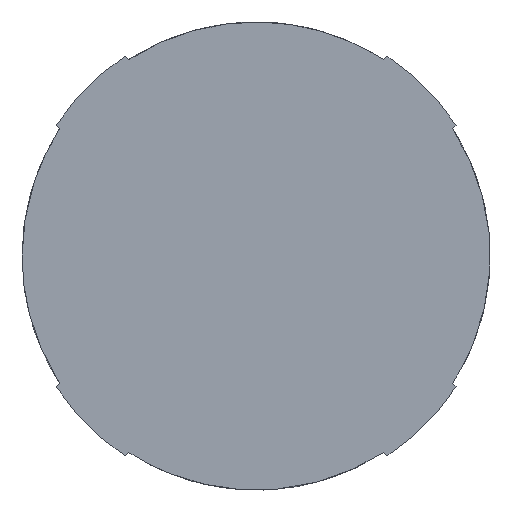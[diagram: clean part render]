
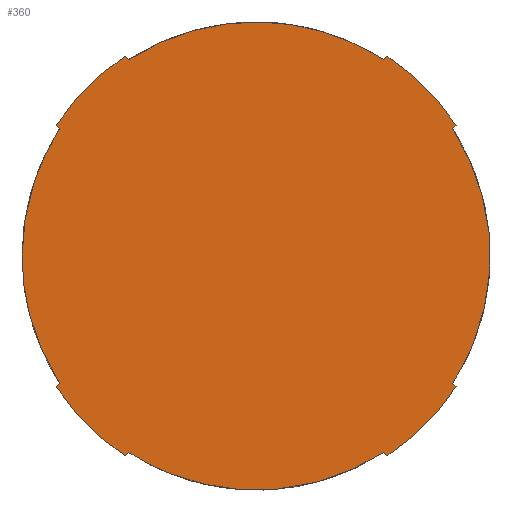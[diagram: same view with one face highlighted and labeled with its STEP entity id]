
A CAD part, top view. The second image highlights one B-rep face of the part: STEP entity #360.
In plain terms, the highlighted free-form (B-spline) face has degree [1, 1] with [2, 2] control points.
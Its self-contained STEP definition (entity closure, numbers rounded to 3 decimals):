
#73=CARTESIAN_POINT('',(16.071,-10.414,1.));
#74=VERTEX_POINT('',#73);
#81=CARTESIAN_POINT('',(16.36,-10.703,1.));
#82=VERTEX_POINT('',#81);
#88=CARTESIAN_POINT('',(16.36,-10.703,1.));
#89=CARTESIAN_POINT('',(16.071,-10.414,1.));
#90=B_SPLINE_CURVE_WITH_KNOTS('',1,(#88,#89),.POLYLINE_FORM.,.F.,.U.,(2,2),(0.333,1.),.UNSPECIFIED.);
#91=EDGE_CURVE('',#82,#74,#90,.T.);
#101=CARTESIAN_POINT('',(10.414,-16.071,1.));
#102=VERTEX_POINT('',#101);
#108=CARTESIAN_POINT('',(10.703,-16.36,1.));
#109=VERTEX_POINT('',#108);
#110=CARTESIAN_POINT('',(10.703,-16.36,1.));
#111=CARTESIAN_POINT('',(10.414,-16.071,1.));
#112=B_SPLINE_CURVE_WITH_KNOTS('',1,(#110,#111),.POLYLINE_FORM.,.F.,.U.,(2,2),(0.333,1.),.UNSPECIFIED.);
#113=EDGE_CURVE('',#109,#102,#112,.T.);
#151=CARTESIAN_POINT('',(-19.15,0.,1.));
#152=VERTEX_POINT('',#151);
#158=CARTESIAN_POINT('',(-16.071,10.414,1.));
#159=VERTEX_POINT('',#158);
#160=CARTESIAN_POINT('',(-19.15,0.,1.));
#161=CARTESIAN_POINT('',(-19.15,5.662,1.));
#162=CARTESIAN_POINT('',(-16.071,10.414,1.));
#163=(BOUNDED_CURVE()B_SPLINE_CURVE(2,(#160,#161,#162),.CIRCULAR_ARC.,.F.,.U.)B_SPLINE_CURVE_WITH_KNOTS((3,3),(0.,0.097),.UNSPECIFIED.)CURVE()GEOMETRIC_REPRESENTATION_ITEM()RATIONAL_B_SPLINE_CURVE((1.,0.854,0.793))REPRESENTATION_ITEM(''));
#164=EDGE_CURVE('',#152,#159,#163,.T.);
#181=CARTESIAN_POINT('',(-10.414,16.071,1.));
#182=VERTEX_POINT('',#181);
#188=CARTESIAN_POINT('',(10.414,16.071,1.));
#189=VERTEX_POINT('',#188);
#190=CARTESIAN_POINT('',(-10.414,16.071,1.));
#191=CARTESIAN_POINT('',(-0.577,22.445,1.));
#192=CARTESIAN_POINT('',(9.575,16.584,1.));
#193=CARTESIAN_POINT('',(10.001,16.338,1.));
#194=CARTESIAN_POINT('',(10.414,16.071,1.));
#195=(BOUNDED_CURVE()B_SPLINE_CURVE(2,(#190,#191,#192,#193,#194),.CIRCULAR_ARC.,.F.,.U.)B_SPLINE_CURVE_WITH_KNOTS((3,2,3),(0.159,0.333,0.343),.UNSPECIFIED.)CURVE()GEOMETRIC_REPRESENTATION_ITEM()RATIONAL_B_SPLINE_CURVE((0.75,0.739,1.,0.985,0.972))REPRESENTATION_ITEM(''));
#196=EDGE_CURVE('',#182,#189,#195,.T.);
#213=CARTESIAN_POINT('',(16.071,10.414,1.));
#214=VERTEX_POINT('',#213);
#220=CARTESIAN_POINT('',(16.071,10.414,1.));
#221=CARTESIAN_POINT('',(22.819,0.,1.));
#222=CARTESIAN_POINT('',(16.071,-10.414,1.));
#223=(BOUNDED_CURVE()B_SPLINE_CURVE(2,(#220,#221,#222),.CIRCULAR_ARC.,.F.,.U.)B_SPLINE_CURVE_WITH_KNOTS((3,3),(0.415,0.585),.UNSPECIFIED.)CURVE()GEOMETRIC_REPRESENTATION_ITEM()RATIONAL_B_SPLINE_CURVE((0.816,0.684,0.816))REPRESENTATION_ITEM(''));
#224=EDGE_CURVE('',#214,#74,#223,.T.);
#229=CARTESIAN_POINT('',(-10.414,-16.071,1.));
#230=VERTEX_POINT('',#229);
#231=CARTESIAN_POINT('',(10.414,-16.071,1.));
#232=CARTESIAN_POINT('',(10.001,-16.338,1.));
#233=CARTESIAN_POINT('',(9.575,-16.584,1.));
#234=CARTESIAN_POINT('',(-0.577,-22.445,1.));
#235=CARTESIAN_POINT('',(-10.414,-16.071,1.));
#236=(BOUNDED_CURVE()B_SPLINE_CURVE(2,(#231,#232,#233,#234,#235),.CIRCULAR_ARC.,.F.,.U.)B_SPLINE_CURVE_WITH_KNOTS((3,2,3),(0.657,0.667,0.841),.UNSPECIFIED.)CURVE()GEOMETRIC_REPRESENTATION_ITEM()RATIONAL_B_SPLINE_CURVE((0.972,0.985,1.,0.739,0.75))REPRESENTATION_ITEM(''));
#237=EDGE_CURVE('',#102,#230,#236,.T.);
#254=CARTESIAN_POINT('',(-16.071,-10.414,1.));
#255=VERTEX_POINT('',#254);
#261=CARTESIAN_POINT('',(-16.071,-10.414,1.));
#262=CARTESIAN_POINT('',(-19.15,-5.662,1.));
#263=CARTESIAN_POINT('',(-19.15,0.,1.));
#264=(BOUNDED_CURVE()B_SPLINE_CURVE(2,(#261,#262,#263),.CIRCULAR_ARC.,.F.,.U.)B_SPLINE_CURVE_WITH_KNOTS((3,3),(0.903,1.),.UNSPECIFIED.)CURVE()GEOMETRIC_REPRESENTATION_ITEM()RATIONAL_B_SPLINE_CURVE((0.793,0.854,1.))REPRESENTATION_ITEM(''));
#265=EDGE_CURVE('',#255,#152,#264,.T.);
#280=CARTESIAN_POINT('',(-19.15,-33.169,1.));
#281=CARTESIAN_POINT('',(-19.15,33.169,1.));
#282=CARTESIAN_POINT('',(31.518,-33.169,1.));
#283=CARTESIAN_POINT('',(31.518,33.169,1.));
#284=B_SPLINE_SURFACE_WITH_KNOTS('',1,1,((#280,#281),(#282,#283)),.PLANE_SURF.,.F.,.F.,.U.,(2,2),(2,2),(0.,1.),(0.,1.),.UNSPECIFIED.);
#285=ORIENTED_EDGE('',*,*,#224,.F.);
#286=CARTESIAN_POINT('',(16.36,10.703,1.));
#287=VERTEX_POINT('',#286);
#288=CARTESIAN_POINT('',(16.36,10.703,1.));
#289=CARTESIAN_POINT('',(16.071,10.414,1.));
#290=B_SPLINE_CURVE_WITH_KNOTS('',1,(#288,#289),.POLYLINE_FORM.,.F.,.U.,(2,2),(0.333,1.),.UNSPECIFIED.);
#291=EDGE_CURVE('',#287,#214,#290,.T.);
#292=ORIENTED_EDGE('',*,*,#291,.F.);
#293=CARTESIAN_POINT('',(10.703,16.36,1.));
#294=VERTEX_POINT('',#293);
#295=CARTESIAN_POINT('',(10.703,16.36,1.));
#296=CARTESIAN_POINT('',(14.123,14.123,1.));
#297=CARTESIAN_POINT('',(16.36,10.703,1.));
#298=(BOUNDED_CURVE()B_SPLINE_CURVE(2,(#295,#296,#297),.CIRCULAR_ARC.,.F.,.U.)B_SPLINE_CURVE_WITH_KNOTS((3,3),(0.841,0.902),.UNSPECIFIED.)CURVE()GEOMETRIC_REPRESENTATION_ITEM()RATIONAL_B_SPLINE_CURVE((0.751,0.755,0.793))REPRESENTATION_ITEM(''));
#299=EDGE_CURVE('',#294,#287,#298,.T.);
#300=ORIENTED_EDGE('',*,*,#299,.F.);
#301=CARTESIAN_POINT('',(10.703,16.36,1.));
#302=CARTESIAN_POINT('',(10.414,16.071,1.));
#303=B_SPLINE_CURVE_WITH_KNOTS('',1,(#301,#302),.POLYLINE_FORM.,.F.,.U.,(2,2),(0.333,1.),.UNSPECIFIED.);
#304=EDGE_CURVE('',#294,#189,#303,.T.);
#305=ORIENTED_EDGE('',*,*,#304,.T.);
#306=ORIENTED_EDGE('',*,*,#196,.F.);
#307=CARTESIAN_POINT('',(-10.703,16.36,1.));
#308=VERTEX_POINT('',#307);
#309=CARTESIAN_POINT('',(-10.703,16.36,1.));
#310=CARTESIAN_POINT('',(-10.414,16.071,1.));
#311=B_SPLINE_CURVE_WITH_KNOTS('',1,(#309,#310),.POLYLINE_FORM.,.F.,.U.,(2,2),(0.333,1.),.UNSPECIFIED.);
#312=EDGE_CURVE('',#308,#182,#311,.T.);
#313=ORIENTED_EDGE('',*,*,#312,.F.);
#314=CARTESIAN_POINT('',(-16.36,10.703,1.));
#315=VERTEX_POINT('',#314);
#316=CARTESIAN_POINT('',(-16.36,10.703,1.));
#317=CARTESIAN_POINT('',(-14.123,14.123,1.));
#318=CARTESIAN_POINT('',(-10.703,16.36,1.));
#319=(BOUNDED_CURVE()B_SPLINE_CURVE(2,(#316,#317,#318),.CIRCULAR_ARC.,.F.,.U.)B_SPLINE_CURVE_WITH_KNOTS((3,3),(0.586,0.656),.UNSPECIFIED.)CURVE()GEOMETRIC_REPRESENTATION_ITEM()RATIONAL_B_SPLINE_CURVE((0.817,0.871,0.969))REPRESENTATION_ITEM(''));
#320=EDGE_CURVE('',#315,#308,#319,.T.);
#321=ORIENTED_EDGE('',*,*,#320,.F.);
#322=CARTESIAN_POINT('',(-16.36,10.703,1.));
#323=CARTESIAN_POINT('',(-16.071,10.414,1.));
#324=B_SPLINE_CURVE_WITH_KNOTS('',1,(#322,#323),.POLYLINE_FORM.,.F.,.U.,(2,2),(0.333,1.),.UNSPECIFIED.);
#325=EDGE_CURVE('',#315,#159,#324,.T.);
#326=ORIENTED_EDGE('',*,*,#325,.T.);
#327=ORIENTED_EDGE('',*,*,#164,.F.);
#328=ORIENTED_EDGE('',*,*,#265,.F.);
#329=CARTESIAN_POINT('',(-16.36,-10.703,1.));
#330=VERTEX_POINT('',#329);
#331=CARTESIAN_POINT('',(-16.36,-10.703,1.));
#332=CARTESIAN_POINT('',(-16.071,-10.414,1.));
#333=B_SPLINE_CURVE_WITH_KNOTS('',1,(#331,#332),.POLYLINE_FORM.,.F.,.U.,(2,2),(0.333,1.),.UNSPECIFIED.);
#334=EDGE_CURVE('',#330,#255,#333,.T.);
#335=ORIENTED_EDGE('',*,*,#334,.F.);
#336=CARTESIAN_POINT('',(-10.703,-16.36,1.));
#337=VERTEX_POINT('',#336);
#338=CARTESIAN_POINT('',(-10.703,-16.36,1.));
#339=CARTESIAN_POINT('',(-14.123,-14.123,1.));
#340=CARTESIAN_POINT('',(-16.36,-10.703,1.));
#341=(BOUNDED_CURVE()B_SPLINE_CURVE(2,(#338,#339,#340),.CIRCULAR_ARC.,.F.,.U.)B_SPLINE_CURVE_WITH_KNOTS((3,3),(0.344,0.414),.UNSPECIFIED.)CURVE()GEOMETRIC_REPRESENTATION_ITEM()RATIONAL_B_SPLINE_CURVE((0.969,0.871,0.817))REPRESENTATION_ITEM(''));
#342=EDGE_CURVE('',#337,#330,#341,.T.);
#343=ORIENTED_EDGE('',*,*,#342,.F.);
#344=CARTESIAN_POINT('',(-10.703,-16.36,1.));
#345=CARTESIAN_POINT('',(-10.414,-16.071,1.));
#346=B_SPLINE_CURVE_WITH_KNOTS('',1,(#344,#345),.POLYLINE_FORM.,.F.,.U.,(2,2),(0.333,1.),.UNSPECIFIED.);
#347=EDGE_CURVE('',#337,#230,#346,.T.);
#348=ORIENTED_EDGE('',*,*,#347,.T.);
#349=ORIENTED_EDGE('',*,*,#237,.F.);
#350=ORIENTED_EDGE('',*,*,#113,.F.);
#351=CARTESIAN_POINT('',(16.36,-10.703,1.));
#352=CARTESIAN_POINT('',(14.123,-14.123,1.));
#353=CARTESIAN_POINT('',(10.703,-16.36,1.));
#354=(BOUNDED_CURVE()B_SPLINE_CURVE(2,(#351,#352,#353),.CIRCULAR_ARC.,.F.,.U.)B_SPLINE_CURVE_WITH_KNOTS((3,3),(0.098,0.159),.UNSPECIFIED.)CURVE()GEOMETRIC_REPRESENTATION_ITEM()RATIONAL_B_SPLINE_CURVE((0.793,0.755,0.751))REPRESENTATION_ITEM(''));
#355=EDGE_CURVE('',#82,#109,#354,.T.);
#356=ORIENTED_EDGE('',*,*,#355,.F.);
#357=ORIENTED_EDGE('',*,*,#91,.T.);
#358=EDGE_LOOP('',(#285,#292,#300,#305,#306,#313,#321,#326,#327,#328,#335,#343,#348,#349,#350,#356,#357));
#359=FACE_OUTER_BOUND('',#358,.T.);
#360=ADVANCED_FACE('',(#359),#284,.T.);
